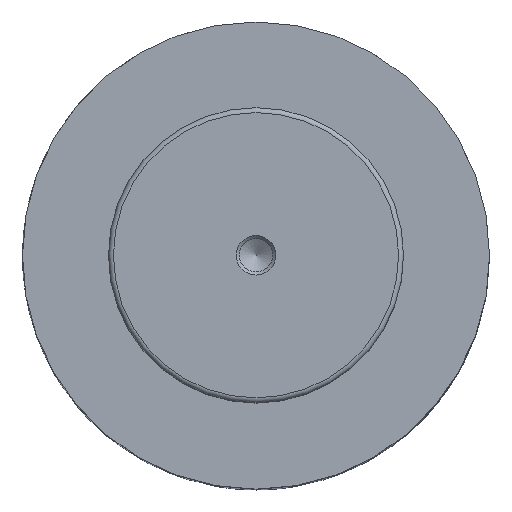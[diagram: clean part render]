
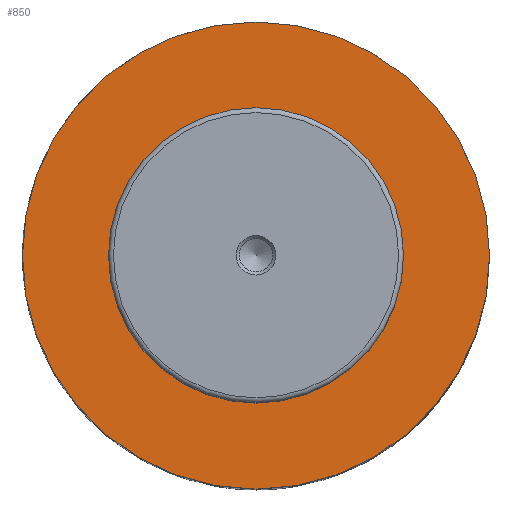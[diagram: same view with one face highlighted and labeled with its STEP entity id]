
A CAD part, top view. The second image highlights one B-rep face of the part: STEP entity #850.
In plain terms, the highlighted planar face has unit normal (0, 0, 1).
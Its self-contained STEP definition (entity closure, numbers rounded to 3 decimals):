
#20=FACE_BOUND('',#270,.T.);
#26=PLANE('',#977);
#218=FACE_OUTER_BOUND('',#269,.T.);
#269=EDGE_LOOP('',(#732,#733));
#270=EDGE_LOOP('',(#734,#735));
#348=CIRCLE('',#967,30.);
#349=CIRCLE('',#968,30.);
#350=CIRCLE('',#970,47.5);
#351=CIRCLE('',#971,47.5);
#415=VERTEX_POINT('',#1506);
#416=VERTEX_POINT('',#1507);
#417=VERTEX_POINT('',#1512);
#418=VERTEX_POINT('',#1514);
#524=EDGE_CURVE('',#415,#416,#348,.T.);
#525=EDGE_CURVE('',#416,#415,#349,.T.);
#528=EDGE_CURVE('',#417,#418,#350,.T.);
#529=EDGE_CURVE('',#418,#417,#351,.T.);
#732=ORIENTED_EDGE('',*,*,#529,.F.);
#733=ORIENTED_EDGE('',*,*,#528,.F.);
#734=ORIENTED_EDGE('',*,*,#524,.T.);
#735=ORIENTED_EDGE('',*,*,#525,.T.);
#850=ADVANCED_FACE('',(#218,#20),#26,.T.);
#967=AXIS2_PLACEMENT_3D('',#1508,#1173,#1174);
#968=AXIS2_PLACEMENT_3D('',#1509,#1175,#1176);
#970=AXIS2_PLACEMENT_3D('',#1515,#1181,#1182);
#971=AXIS2_PLACEMENT_3D('',#1516,#1183,#1184);
#977=AXIS2_PLACEMENT_3D('',#1526,#1197,#1198);
#1173=DIRECTION('center_axis',(0.,0.,-1.));
#1174=DIRECTION('ref_axis',(-1.,0.,0.));
#1175=DIRECTION('center_axis',(0.,0.,-1.));
#1176=DIRECTION('ref_axis',(-1.,0.,0.));
#1181=DIRECTION('center_axis',(0.,0.,-1.));
#1182=DIRECTION('ref_axis',(-1.,0.,0.));
#1183=DIRECTION('center_axis',(0.,0.,-1.));
#1184=DIRECTION('ref_axis',(-1.,0.,0.));
#1197=DIRECTION('center_axis',(0.,0.,1.));
#1198=DIRECTION('ref_axis',(1.,0.,0.));
#1506=CARTESIAN_POINT('',(-30.,0.,97.));
#1507=CARTESIAN_POINT('',(30.,0.,97.));
#1508=CARTESIAN_POINT('Origin',(0.,0.,97.));
#1509=CARTESIAN_POINT('Origin',(0.,0.,97.));
#1512=CARTESIAN_POINT('',(47.5,0.,97.));
#1514=CARTESIAN_POINT('',(-47.5,0.,97.));
#1515=CARTESIAN_POINT('Origin',(0.,0.,97.));
#1516=CARTESIAN_POINT('Origin',(0.,0.,97.));
#1526=CARTESIAN_POINT('Origin',(-40.,0.,97.));
